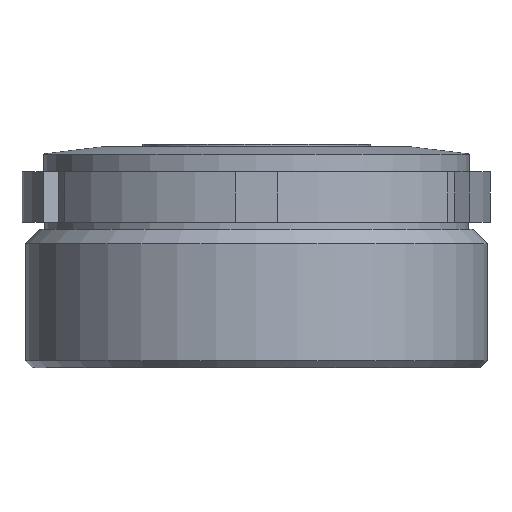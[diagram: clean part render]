
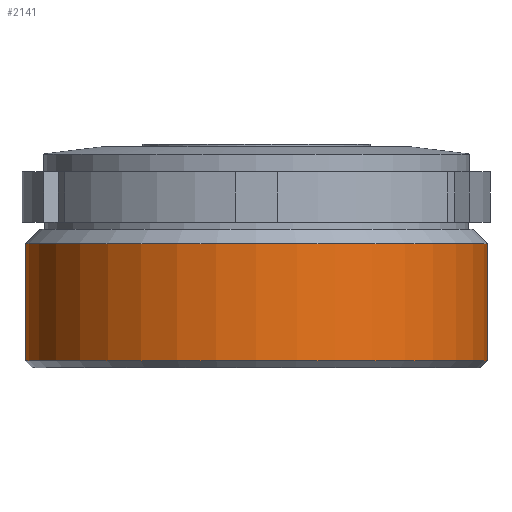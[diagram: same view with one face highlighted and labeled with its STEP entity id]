
A CAD part, front view. The second image highlights one B-rep face of the part: STEP entity #2141.
In plain terms, the highlighted cylindrical face has radius 65 mm (diameter 130 mm), a partial arc.
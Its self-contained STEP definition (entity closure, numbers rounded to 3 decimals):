
#76 = VECTOR ( 'NONE', #87, 1000. ) ;
#87 = DIRECTION ( 'NONE',  ( 0., 0., -1. ) ) ;
#99 = CARTESIAN_POINT ( 'NONE',  ( -65., 0., 39. ) ) ;
#100 = LINE ( 'NONE', #99, #76 ) ;
#665 = DIRECTION ( 'NONE',  ( -1., 0., 0. ) ) ;
#666 = DIRECTION ( 'NONE',  ( 0., 0., -1. ) ) ;
#667 = CARTESIAN_POINT ( 'NONE',  ( 0., 0., 39. ) ) ;
#674 = CARTESIAN_POINT ( 'NONE',  ( 0., 0., 35. ) ) ;
#675 = CIRCLE ( 'NONE', #683, 65. ) ;
#676 = CYLINDRICAL_SURFACE ( 'NONE', #692, 65. ) ;
#681 = DIRECTION ( 'NONE',  ( 1., 0., 0. ) ) ;
#682 = DIRECTION ( 'NONE',  ( 0., 0., -1. ) ) ;
#683 = AXIS2_PLACEMENT_3D ( 'NONE', #674, #682, #681 ) ;
#689 = FACE_OUTER_BOUND ( 'NONE', #2091, .T. ) ;
#692 = AXIS2_PLACEMENT_3D ( 'NONE', #667, #666, #665 ) ;
#1230 = VERTEX_POINT ( 'NONE', #2783 ) ;
#1232 = EDGE_CURVE ( 'NONE', #1230, #1346, #2789, .T. ) ;
#1346 = VERTEX_POINT ( 'NONE', #2966 ) ;
#1357 = VERTEX_POINT ( 'NONE', #2987 ) ;
#1360 = VERTEX_POINT ( 'NONE', #3020 ) ;
#1528 = EDGE_CURVE ( 'NONE', #1357, #1346, #3314, .T. ) ;
#1647 = EDGE_CURVE ( 'NONE', #1360, #1230, #100, .T. ) ;
#2017 = ORIENTED_EDGE ( 'NONE', *, *, #2122, .T. ) ;
#2091 = EDGE_LOOP ( 'NONE', ( #2121, #2017, #2123, #2143 ) ) ;
#2121 = ORIENTED_EDGE ( 'NONE', *, *, #1528, .F. ) ;
#2122 = EDGE_CURVE ( 'NONE', #1357, #1360, #675, .T. ) ;
#2123 = ORIENTED_EDGE ( 'NONE', *, *, #1647, .T. ) ;
#2141 = ADVANCED_FACE ( 'NONE', ( #689 ), #676, .T. ) ;
#2143 = ORIENTED_EDGE ( 'NONE', *, *, #1232, .T. ) ;
#2783 = CARTESIAN_POINT ( 'NONE',  ( -65., 0., 2. ) ) ;
#2788 = AXIS2_PLACEMENT_3D ( 'NONE', #2814, #2813, #2812 ) ;
#2789 = CIRCLE ( 'NONE', #2788, 65. ) ;
#2812 = DIRECTION ( 'NONE',  ( 1., 0., 0. ) ) ;
#2813 = DIRECTION ( 'NONE',  ( 0., 0., 1. ) ) ;
#2814 = CARTESIAN_POINT ( 'NONE',  ( 0., 0., 2. ) ) ;
#2966 = CARTESIAN_POINT ( 'NONE',  ( 65., 0., 2. ) ) ;
#2987 = CARTESIAN_POINT ( 'NONE',  ( 65., 0., 35. ) ) ;
#3020 = CARTESIAN_POINT ( 'NONE',  ( -65., 0., 35. ) ) ;
#3302 = DIRECTION ( 'NONE',  ( 0., 0., -1. ) ) ;
#3312 = VECTOR ( 'NONE', #3302, 1000. ) ;
#3313 = CARTESIAN_POINT ( 'NONE',  ( 65., 0., 39. ) ) ;
#3314 = LINE ( 'NONE', #3313, #3312 ) ;
